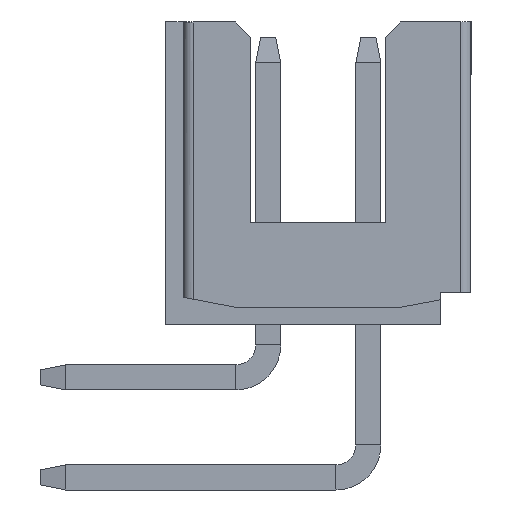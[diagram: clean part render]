
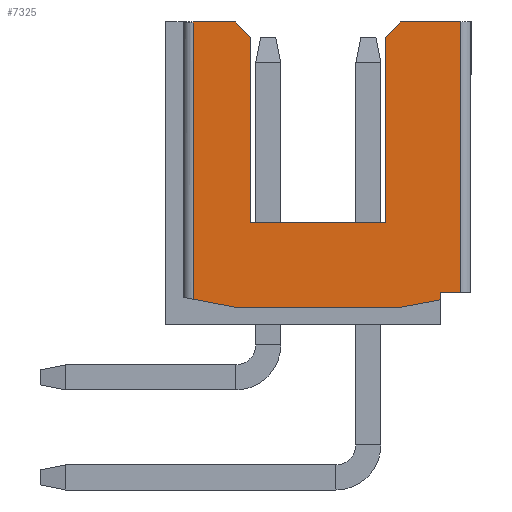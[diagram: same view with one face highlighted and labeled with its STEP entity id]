
A CAD part, left-side view. The second image highlights one B-rep face of the part: STEP entity #7325.
In plain terms, the highlighted planar face has unit normal (-1, 0, 0).
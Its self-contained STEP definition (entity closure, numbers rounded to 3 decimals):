
#939=CARTESIAN_POINT('',(-11.05,1.35,0.));
#940=VERTEX_POINT('',#939);
#947=CARTESIAN_POINT('',(-11.05,-1.35,0.));
#948=VERTEX_POINT('',#947);
#949=CARTESIAN_POINT('',(-11.05,1.35,0.));
#950=DIRECTION('',(0.,-1.,0.));
#951=VECTOR('',#950,2.7);
#952=LINE('',#949,#951);
#953=EDGE_CURVE('',#940,#948,#952,.T.);
#1883=CARTESIAN_POINT('',(-11.05,2.5,4.));
#1884=VERTEX_POINT('',#1883);
#1892=CARTESIAN_POINT('',(-11.05,1.65,4.));
#1893=VERTEX_POINT('',#1892);
#1894=CARTESIAN_POINT('',(-11.05,2.5,4.));
#1895=DIRECTION('',(0.,-1.,0.));
#1896=VECTOR('',#1895,0.85);
#1897=LINE('',#1894,#1896);
#1898=EDGE_CURVE('',#1884,#1893,#1897,.T.);
#2094=CARTESIAN_POINT('',(-11.05,1.35,3.7));
#2095=VERTEX_POINT('',#2094);
#2102=CARTESIAN_POINT('',(-11.05,1.35,3.7));
#2103=DIRECTION('',(0.,0.,-1.));
#2104=VECTOR('',#2103,3.7);
#2105=LINE('',#2102,#2104);
#2106=EDGE_CURVE('',#2095,#940,#2105,.T.);
#2117=CARTESIAN_POINT('',(-11.05,-1.35,3.7));
#2118=VERTEX_POINT('',#2117);
#2119=CARTESIAN_POINT('',(-11.05,-1.35,0.));
#2120=DIRECTION('',(0.,0.,1.));
#2121=VECTOR('',#2120,3.7);
#2122=LINE('',#2119,#2121);
#2123=EDGE_CURVE('',#948,#2118,#2122,.T.);
#4306=CARTESIAN_POINT('',(-11.05,2.5,-1.538));
#4307=VERTEX_POINT('',#4306);
#4315=CARTESIAN_POINT('',(-11.05,2.5,-1.538));
#4316=DIRECTION('',(0.,0.,1.));
#4317=VECTOR('',#4316,5.538);
#4318=LINE('',#4315,#4317);
#4319=EDGE_CURVE('',#4307,#1884,#4318,.T.);
#4330=CARTESIAN_POINT('',(-11.05,1.65,4.));
#4331=DIRECTION('',(0.,-0.707,-0.707));
#4332=VECTOR('',#4331,0.424);
#4333=LINE('',#4330,#4332);
#4334=EDGE_CURVE('',#1893,#2095,#4333,.T.);
#4414=CARTESIAN_POINT('',(-11.05,-2.85,-1.4));
#4415=VERTEX_POINT('',#4414);
#4423=CARTESIAN_POINT('',(-11.05,-2.45,-1.4));
#4424=VERTEX_POINT('',#4423);
#4425=CARTESIAN_POINT('',(-11.05,-2.85,-1.4));
#4426=DIRECTION('',(0.,1.,0.));
#4427=VECTOR('',#4426,0.4);
#4428=LINE('',#4425,#4427);
#4429=EDGE_CURVE('',#4415,#4424,#4428,.T.);
#4453=CARTESIAN_POINT('',(-11.05,-2.85,4.));
#4454=VERTEX_POINT('',#4453);
#4455=CARTESIAN_POINT('',(-11.05,-2.85,4.));
#4456=DIRECTION('',(0.,0.,-1.));
#4457=VECTOR('',#4456,5.4);
#4458=LINE('',#4455,#4457);
#4459=EDGE_CURVE('',#4454,#4415,#4458,.T.);
#4510=CARTESIAN_POINT('',(-11.05,-1.65,4.));
#4511=VERTEX_POINT('',#4510);
#4518=CARTESIAN_POINT('',(-11.05,-1.65,4.));
#4519=DIRECTION('',(0.,-1.,0.));
#4520=VECTOR('',#4519,1.2);
#4521=LINE('',#4518,#4520);
#4522=EDGE_CURVE('',#4511,#4454,#4521,.T.);
#4566=CARTESIAN_POINT('',(-11.05,-1.35,3.7));
#4567=DIRECTION('',(0.,-0.707,0.707));
#4568=VECTOR('',#4567,0.424);
#4569=LINE('',#4566,#4568);
#4570=EDGE_CURVE('',#2118,#4511,#4569,.T.);
#7278=CARTESIAN_POINT('',(-11.05,-0.175,1.15));
#7279=DIRECTION('',(0.,-1.,0.));
#7280=DIRECTION('',(-1.,0.,0.));
#7281=AXIS2_PLACEMENT_3D('',#7278,#7280,#7279);
#7282=PLANE('',#7281);
#7283=ORIENTED_EDGE('',*,*,#1898,.F.);
#7284=ORIENTED_EDGE('',*,*,#4319,.F.);
#7285=CARTESIAN_POINT('',(-11.05,1.65,-1.7));
#7286=VERTEX_POINT('',#7285);
#7287=CARTESIAN_POINT('',(-11.05,2.5,-1.538));
#7288=DIRECTION('',(0.,-0.982,-0.187));
#7289=VECTOR('',#7288,0.865);
#7290=LINE('',#7287,#7289);
#7291=EDGE_CURVE('',#4307,#7286,#7290,.T.);
#7292=ORIENTED_EDGE('',*,*,#7291,.T.);
#7293=CARTESIAN_POINT('',(-11.05,-1.65,-1.7));
#7294=VERTEX_POINT('',#7293);
#7295=CARTESIAN_POINT('',(-11.05,1.65,-1.7));
#7296=DIRECTION('',(0.,-1.,0.));
#7297=VECTOR('',#7296,3.3);
#7298=LINE('',#7295,#7297);
#7299=EDGE_CURVE('',#7286,#7294,#7298,.T.);
#7300=ORIENTED_EDGE('',*,*,#7299,.T.);
#7301=CARTESIAN_POINT('',(-11.05,-2.45,-1.55));
#7302=VERTEX_POINT('',#7301);
#7303=CARTESIAN_POINT('',(-11.05,-1.65,-1.7));
#7304=DIRECTION('',(0.,-0.983,0.184));
#7305=VECTOR('',#7304,0.814);
#7306=LINE('',#7303,#7305);
#7307=EDGE_CURVE('',#7294,#7302,#7306,.T.);
#7308=ORIENTED_EDGE('',*,*,#7307,.T.);
#7309=CARTESIAN_POINT('',(-11.05,-2.45,-1.55));
#7310=DIRECTION('',(0.,0.,1.));
#7311=VECTOR('',#7310,0.15);
#7312=LINE('',#7309,#7311);
#7313=EDGE_CURVE('',#7302,#4424,#7312,.T.);
#7314=ORIENTED_EDGE('',*,*,#7313,.T.);
#7315=ORIENTED_EDGE('',*,*,#4429,.F.);
#7316=ORIENTED_EDGE('',*,*,#4459,.F.);
#7317=ORIENTED_EDGE('',*,*,#4522,.F.);
#7318=ORIENTED_EDGE('',*,*,#4570,.F.);
#7319=ORIENTED_EDGE('',*,*,#2123,.F.);
#7320=ORIENTED_EDGE('',*,*,#953,.F.);
#7321=ORIENTED_EDGE('',*,*,#2106,.F.);
#7322=ORIENTED_EDGE('',*,*,#4334,.F.);
#7323=EDGE_LOOP('',(#7283,#7284,#7292,#7300,#7308,#7314,#7315,#7316,#7317,#7318,#7319,#7320,#7321,#7322));
#7324=FACE_OUTER_BOUND('',#7323,.T.);
#7325=ADVANCED_FACE('',(#7324),#7282,.T.);
